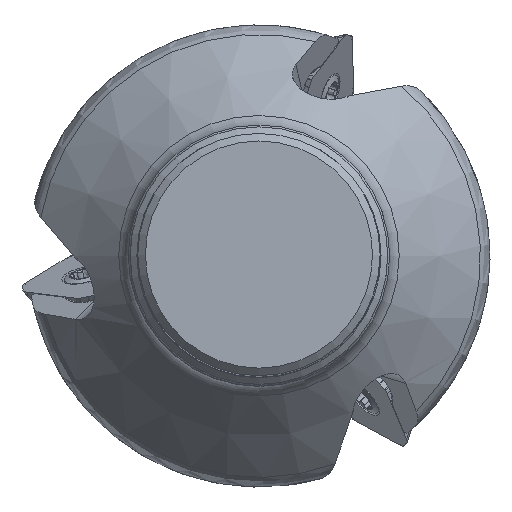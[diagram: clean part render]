
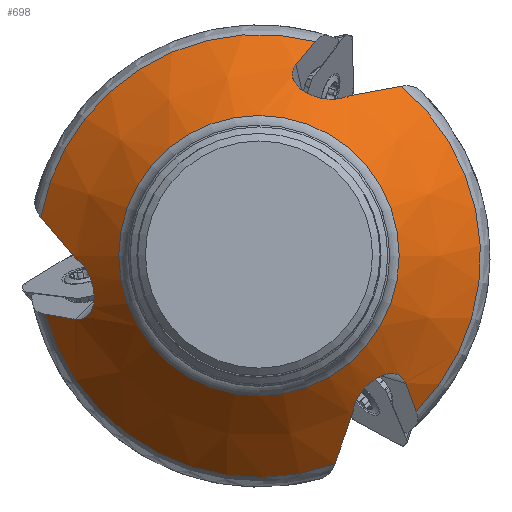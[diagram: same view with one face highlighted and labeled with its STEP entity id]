
A CAD part, top view. The second image highlights one B-rep face of the part: STEP entity #698.
In plain terms, the highlighted conical face has half-angle 41.58 degrees and reference radius 30.5 mm.
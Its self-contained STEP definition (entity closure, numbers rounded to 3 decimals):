
#298=CONICAL_SURFACE('',#6724,30.5,41.58);
#698=ADVANCED_FACE('SU_5',(#1321,#1322),#298,.T.);
#1154=CIRCLE('',#6661,29.24);
#1159=CIRCLE('',#6672,29.24);
#1179=CIRCLE('',#6722,29.24);
#1180=CIRCLE('',#6723,18.51);
#1321=FACE_BOUND('',#1480,.T.);
#1322=FACE_BOUND('',#1481,.T.);
#1480=EDGE_LOOP('',(#2980,#2981,#2982,#2983,#2984,#2985,#2986,#2987,#2988,
#2989,#2990,#2991));
#1481=EDGE_LOOP('',(#2992));
#2980=ORIENTED_EDGE('',*,*,#5435,.T.);
#2981=ORIENTED_EDGE('',*,*,#5436,.T.);
#2982=ORIENTED_EDGE('',*,*,#5366,.T.);
#2983=ORIENTED_EDGE('',*,*,#5437,.T.);
#2984=ORIENTED_EDGE('',*,*,#5438,.T.);
#2985=ORIENTED_EDGE('',*,*,#5439,.T.);
#2986=ORIENTED_EDGE('',*,*,#5440,.T.);
#2987=ORIENTED_EDGE('',*,*,#5441,.T.);
#2988=ORIENTED_EDGE('',*,*,#5442,.T.);
#2989=ORIENTED_EDGE('',*,*,#5443,.T.);
#2990=ORIENTED_EDGE('',*,*,#5376,.T.);
#2991=ORIENTED_EDGE('',*,*,#5444,.T.);
#2992=ORIENTED_EDGE('',*,*,#5445,.T.);
#4675=VERTEX_POINT('',#9909);
#4676=VERTEX_POINT('',#9914);
#4684=VERTEX_POINT('',#9962);
#4685=VERTEX_POINT('',#9964);
#4721=VERTEX_POINT('',#10332);
#4722=VERTEX_POINT('',#10333);
#4723=VERTEX_POINT('',#10342);
#4724=VERTEX_POINT('',#10353);
#4725=VERTEX_POINT('',#10358);
#4726=VERTEX_POINT('',#10360);
#4727=VERTEX_POINT('',#10365);
#4728=VERTEX_POINT('',#10376);
#4729=VERTEX_POINT('',#10386);
#5366=EDGE_CURVE('',#4675,#4676,#1154,.T.);
#5376=EDGE_CURVE('',#4685,#4684,#1159,.T.);
#5435=EDGE_CURVE('',#4721,#4722,#6227,.T.);
#5436=EDGE_CURVE('',#4722,#4675,#6228,.T.);
#5437=EDGE_CURVE('',#4676,#4723,#6229,.T.);
#5438=EDGE_CURVE('',#4723,#4724,#6230,.T.);
#5439=EDGE_CURVE('',#4724,#4725,#6231,.T.);
#5440=EDGE_CURVE('',#4725,#4726,#1179,.T.);
#5441=EDGE_CURVE('',#4726,#4727,#6232,.T.);
#5442=EDGE_CURVE('',#4727,#4728,#6233,.T.);
#5443=EDGE_CURVE('',#4728,#4685,#6234,.T.);
#5444=EDGE_CURVE('',#4684,#4721,#6235,.T.);
#5445=EDGE_CURVE('',#4729,#4729,#1180,.T.);
#6227=B_SPLINE_CURVE_WITH_KNOTS('',3,(#10322,#10323,#10324,#10325,#10326,
#10327,#10328,#10329,#10330,#10331),.UNSPECIFIED.,.F.,.F.,(4,2,2,2,4),(0.,
0.25,0.5,0.75,1.),.UNSPECIFIED.);
#6228=B_SPLINE_CURVE_WITH_KNOTS('',3,(#10334,#10335,#10336,#10337),
 .UNSPECIFIED.,.F.,.F.,(4,4),(0.,1.),.UNSPECIFIED.);
#6229=B_SPLINE_CURVE_WITH_KNOTS('',3,(#10338,#10339,#10340,#10341),
 .UNSPECIFIED.,.F.,.F.,(4,4),(0.,1.),.UNSPECIFIED.);
#6230=B_SPLINE_CURVE_WITH_KNOTS('',3,(#10343,#10344,#10345,#10346,#10347,
#10348,#10349,#10350,#10351,#10352),.UNSPECIFIED.,.F.,.F.,(4,2,2,2,4),(0.,
0.25,0.5,0.75,1.),.UNSPECIFIED.);
#6231=B_SPLINE_CURVE_WITH_KNOTS('',3,(#10354,#10355,#10356,#10357),
 .UNSPECIFIED.,.F.,.F.,(4,4),(0.,1.),.UNSPECIFIED.);
#6232=B_SPLINE_CURVE_WITH_KNOTS('',3,(#10361,#10362,#10363,#10364),
 .UNSPECIFIED.,.F.,.F.,(4,4),(0.,1.),.UNSPECIFIED.);
#6233=B_SPLINE_CURVE_WITH_KNOTS('',3,(#10366,#10367,#10368,#10369,#10370,
#10371,#10372,#10373,#10374,#10375),.UNSPECIFIED.,.F.,.F.,(4,2,2,2,4),(0.,
0.25,0.5,0.75,1.),.UNSPECIFIED.);
#6234=B_SPLINE_CURVE_WITH_KNOTS('',3,(#10377,#10378,#10379,#10380),
 .UNSPECIFIED.,.F.,.F.,(4,4),(0.,1.),.UNSPECIFIED.);
#6235=B_SPLINE_CURVE_WITH_KNOTS('',3,(#10381,#10382,#10383,#10384),
 .UNSPECIFIED.,.F.,.F.,(4,4),(0.,1.),.UNSPECIFIED.);
#6661=AXIS2_PLACEMENT_3D('',#9915,#7486,#7487);
#6672=AXIS2_PLACEMENT_3D('',#9963,#7508,#7509);
#6722=AXIS2_PLACEMENT_3D('',#10359,#7611,#7612);
#6723=AXIS2_PLACEMENT_3D('',#10385,#7613,#7614);
#6724=AXIS2_PLACEMENT_3D('',#10387,#7615,#7616);
#7486=DIRECTION('',(0.,0.,1.));
#7487=DIRECTION('',(1.,0.,0.));
#7508=DIRECTION('',(0.,0.,1.));
#7509=DIRECTION('',(1.,0.,0.));
#7611=DIRECTION('',(0.,0.,1.));
#7612=DIRECTION('',(1.,0.,0.));
#7613=DIRECTION('',(0.,0.,-1.));
#7614=DIRECTION('',(-1.,0.,0.));
#7615=DIRECTION('',(0.,0.,-1.));
#7616=DIRECTION('',(-1.,0.,0.));
#9909=CARTESIAN_POINT('',(7.447,28.276,-101.682));
#9914=CARTESIAN_POINT('',(-28.798,5.065,-101.682));
#9915=CARTESIAN_POINT('',(0.,0.,-101.682));
#9962=CARTESIAN_POINT('',(18.785,22.407,-101.682));
#9963=CARTESIAN_POINT('',(0.,0.,-101.682));
#9964=CARTESIAN_POINT('',(20.764,-20.587,-101.682));
#10322=CARTESIAN_POINT('',(11.628,21.069,-95.849));
#10323=CARTESIAN_POINT('',(10.97,20.738,-95.164));
#10324=CARTESIAN_POINT('',(10.099,20.611,-94.575));
#10325=CARTESIAN_POINT('',(8.224,20.746,-93.859));
#10326=CARTESIAN_POINT('',(7.195,21.017,-93.74));
#10327=CARTESIAN_POINT('',(5.47,21.933,-94.18));
#10328=CARTESIAN_POINT('',(4.8,22.584,-94.744));
#10329=CARTESIAN_POINT('',(4.285,23.959,-96.154));
#10330=CARTESIAN_POINT('',(4.428,24.656,-96.957));
#10331=CARTESIAN_POINT('',(4.883,25.207,-97.664));
#10332=CARTESIAN_POINT('',(11.628,21.069,-95.849));
#10333=CARTESIAN_POINT('',(4.883,25.207,-97.664));
#10334=CARTESIAN_POINT('',(4.883,25.207,-97.664));
#10335=CARTESIAN_POINT('',(5.737,26.243,-98.993));
#10336=CARTESIAN_POINT('',(6.592,27.264,-100.334));
#10337=CARTESIAN_POINT('',(7.447,28.276,-101.682));
#10338=CARTESIAN_POINT('',(-28.798,5.065,-101.682));
#10339=CARTESIAN_POINT('',(-27.31,3.205,-99.667));
#10340=CARTESIAN_POINT('',(-25.747,1.359,-97.71));
#10341=CARTESIAN_POINT('',(-24.061,-0.464,-95.849));
#10342=CARTESIAN_POINT('',(-24.061,-0.464,-95.849));
#10343=CARTESIAN_POINT('',(-24.061,-0.464,-95.849));
#10344=CARTESIAN_POINT('',(-23.445,-0.869,-95.164));
#10345=CARTESIAN_POINT('',(-22.9,-1.559,-94.576));
#10346=CARTESIAN_POINT('',(-22.081,-3.245,-93.86));
#10347=CARTESIAN_POINT('',(-21.798,-4.274,-93.738));
#10348=CARTESIAN_POINT('',(-21.729,-6.24,-94.183));
#10349=CARTESIAN_POINT('',(-21.962,-7.14,-94.751));
#10350=CARTESIAN_POINT('',(-22.889,-8.266,-96.151));
#10351=CARTESIAN_POINT('',(-23.564,-8.494,-96.954));
#10352=CARTESIAN_POINT('',(-24.271,-8.375,-97.664));
#10353=CARTESIAN_POINT('',(-24.271,-8.375,-97.664));
#10354=CARTESIAN_POINT('',(-24.271,-8.375,-97.664));
#10355=CARTESIAN_POINT('',(-25.596,-8.153,-98.993));
#10356=CARTESIAN_POINT('',(-26.908,-7.923,-100.334));
#10357=CARTESIAN_POINT('',(-28.211,-7.689,-101.682));
#10358=CARTESIAN_POINT('',(-28.211,-7.689,-101.682));
#10359=CARTESIAN_POINT('',(0.,0.,-101.682));
#10360=CARTESIAN_POINT('',(10.013,-27.472,-101.682));
#10361=CARTESIAN_POINT('',(10.013,-27.472,-101.682));
#10362=CARTESIAN_POINT('',(10.879,-25.256,-99.668));
#10363=CARTESIAN_POINT('',(11.696,-22.98,-97.712));
#10364=CARTESIAN_POINT('',(12.432,-20.605,-95.849));
#10365=CARTESIAN_POINT('',(12.432,-20.605,-95.849));
#10366=CARTESIAN_POINT('',(12.432,-20.605,-95.849));
#10367=CARTESIAN_POINT('',(12.475,-19.869,-95.163));
#10368=CARTESIAN_POINT('',(12.8,-19.052,-94.576));
#10369=CARTESIAN_POINT('',(13.848,-17.504,-93.862));
#10370=CARTESIAN_POINT('',(14.601,-16.742,-93.74));
#10371=CARTESIAN_POINT('',(16.256,-15.705,-94.178));
#10372=CARTESIAN_POINT('',(17.159,-15.451,-94.746));
#10373=CARTESIAN_POINT('',(18.599,-15.688,-96.146));
#10374=CARTESIAN_POINT('',(19.136,-16.156,-96.95));
#10375=CARTESIAN_POINT('',(19.389,-16.832,-97.664));
#10376=CARTESIAN_POINT('',(19.389,-16.832,-97.664));
#10377=CARTESIAN_POINT('',(19.389,-16.832,-97.664));
#10378=CARTESIAN_POINT('',(19.858,-18.09,-98.993));
#10379=CARTESIAN_POINT('',(20.315,-19.341,-100.334));
#10380=CARTESIAN_POINT('',(20.764,-20.587,-101.682));
#10381=CARTESIAN_POINT('',(18.785,22.407,-101.682));
#10382=CARTESIAN_POINT('',(16.435,22.049,-99.67));
#10383=CARTESIAN_POINT('',(14.055,21.619,-97.713));
#10384=CARTESIAN_POINT('',(11.628,21.069,-95.849));
#10385=CARTESIAN_POINT('',(0.,0.,-89.587));
#10386=CARTESIAN_POINT('',(-18.51,0.,-89.587));
#10387=CARTESIAN_POINT('',(0.,0.,-103.102));
